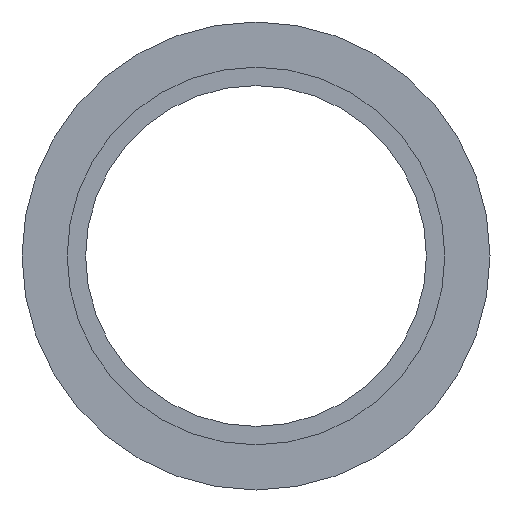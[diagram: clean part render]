
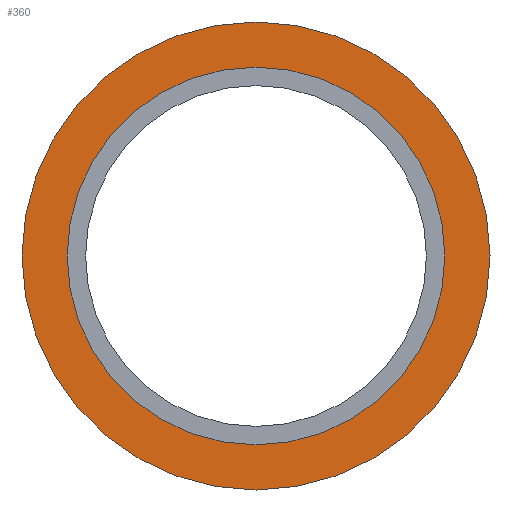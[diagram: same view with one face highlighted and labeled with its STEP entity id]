
A CAD part, front view. The second image highlights one B-rep face of the part: STEP entity #360.
In plain terms, the highlighted planar face has unit normal (0, -1, 0).
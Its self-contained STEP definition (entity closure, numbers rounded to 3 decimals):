
#23 = EDGE_CURVE ( 'NONE', #494, #226, #376, .T. ) ;
#32 = AXIS2_PLACEMENT_3D ( 'NONE', #204, #597, #405 ) ;
#38 = CARTESIAN_POINT ( 'NONE',  ( 25.4, 0., 0. ) ) ;
#49 = DIRECTION ( 'NONE',  ( 0., 0., 1. ) ) ;
#99 = CARTESIAN_POINT ( 'NONE',  ( 0., 0., 20.5 ) ) ;
#100 = ORIENTED_EDGE ( 'NONE', *, *, #606, .F. ) ;
#112 = AXIS2_PLACEMENT_3D ( 'NONE', #328, #624, #179 ) ;
#126 = AXIS2_PLACEMENT_3D ( 'NONE', #184, #389, #49 ) ;
#153 = EDGE_CURVE ( 'NONE', #357, #493, #513, .T. ) ;
#178 = AXIS2_PLACEMENT_3D ( 'NONE', #38, #334, #232 ) ;
#179 = DIRECTION ( 'NONE',  ( 0., 0., 1. ) ) ;
#184 = CARTESIAN_POINT ( 'NONE',  ( 0., 0., 0. ) ) ;
#204 = CARTESIAN_POINT ( 'NONE',  ( 0., 0., 0. ) ) ;
#212 = DIRECTION ( 'NONE',  ( 0., 1., 0. ) ) ;
#226 = VERTEX_POINT ( 'NONE', #473 ) ;
#232 = DIRECTION ( 'NONE',  ( 0., 0., 1. ) ) ;
#249 = FACE_BOUND ( 'NONE', #447, .T. ) ;
#250 = EDGE_LOOP ( 'NONE', ( #100, #283 ) ) ;
#264 = CARTESIAN_POINT ( 'NONE',  ( 0., 0., 0. ) ) ;
#283 = ORIENTED_EDGE ( 'NONE', *, *, #23, .F. ) ;
#309 = CIRCLE ( 'NONE', #126, 25.4 ) ;
#328 = CARTESIAN_POINT ( 'NONE',  ( 0., 0., 0. ) ) ;
#334 = DIRECTION ( 'NONE',  ( 0., 1., 0. ) ) ;
#354 = FACE_OUTER_BOUND ( 'NONE', #250, .T. ) ;
#357 = VERTEX_POINT ( 'NONE', #583 ) ;
#360 = ADVANCED_FACE ( 'NONE', ( #354, #249 ), #482, .F. ) ;
#363 = EDGE_CURVE ( 'NONE', #493, #357, #394, .T. ) ;
#376 = CIRCLE ( 'NONE', #32, 25.4 ) ;
#389 = DIRECTION ( 'NONE',  ( 0., 1., 0. ) ) ;
#394 = CIRCLE ( 'NONE', #112, 20.5 ) ;
#405 = DIRECTION ( 'NONE',  ( 0., 0., 1. ) ) ;
#443 = ORIENTED_EDGE ( 'NONE', *, *, #363, .T. ) ;
#447 = EDGE_LOOP ( 'NONE', ( #443, #464 ) ) ;
#464 = ORIENTED_EDGE ( 'NONE', *, *, #153, .T. ) ;
#473 = CARTESIAN_POINT ( 'NONE',  ( 0., 0., 25.4 ) ) ;
#482 = PLANE ( 'NONE',  #178 ) ;
#493 = VERTEX_POINT ( 'NONE', #99 ) ;
#494 = VERTEX_POINT ( 'NONE', #527 ) ;
#513 = CIRCLE ( 'NONE', #570, 20.5 ) ;
#527 = CARTESIAN_POINT ( 'NONE',  ( 0., 0., -25.4 ) ) ;
#563 = DIRECTION ( 'NONE',  ( 0., 0., 1. ) ) ;
#570 = AXIS2_PLACEMENT_3D ( 'NONE', #264, #212, #563 ) ;
#583 = CARTESIAN_POINT ( 'NONE',  ( 0., 0., -20.5 ) ) ;
#597 = DIRECTION ( 'NONE',  ( 0., 1., 0. ) ) ;
#606 = EDGE_CURVE ( 'NONE', #226, #494, #309, .T. ) ;
#624 = DIRECTION ( 'NONE',  ( 0., 1., 0. ) ) ;
